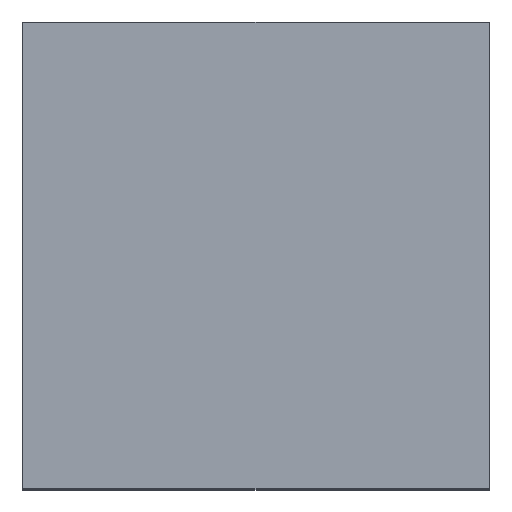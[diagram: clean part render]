
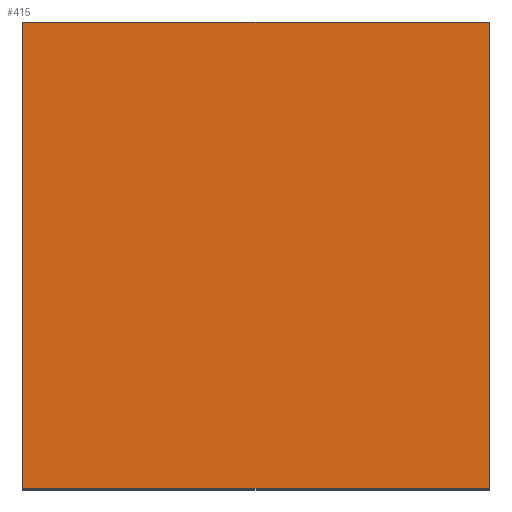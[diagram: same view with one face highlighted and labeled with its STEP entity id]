
A CAD part, top view. The second image highlights one B-rep face of the part: STEP entity #415.
In plain terms, the highlighted planar face has unit normal (0, 0, 1).
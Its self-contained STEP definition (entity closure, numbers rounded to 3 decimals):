
#36=PLANE('',#461);
#56=FACE_OUTER_BOUND('',#84,.T.);
#84=EDGE_LOOP('',(#384,#385,#386,#387));
#115=LINE('',#657,#159);
#120=LINE('',#666,#164);
#126=LINE('',#681,#170);
#129=LINE('',#685,#173);
#159=VECTOR('',#540,10.);
#164=VECTOR('',#547,10.);
#170=VECTOR('',#563,10.);
#173=VECTOR('',#568,10.);
#215=VERTEX_POINT('',#654);
#216=VERTEX_POINT('',#656);
#219=VERTEX_POINT('',#664);
#223=VERTEX_POINT('',#680);
#264=EDGE_CURVE('',#216,#215,#115,.T.);
#269=EDGE_CURVE('',#215,#219,#120,.T.);
#276=EDGE_CURVE('',#223,#216,#126,.T.);
#279=EDGE_CURVE('',#219,#223,#129,.T.);
#384=ORIENTED_EDGE('',*,*,#279,.T.);
#385=ORIENTED_EDGE('',*,*,#276,.T.);
#386=ORIENTED_EDGE('',*,*,#264,.T.);
#387=ORIENTED_EDGE('',*,*,#269,.T.);
#415=ADVANCED_FACE('',(#56),#36,.T.);
#461=AXIS2_PLACEMENT_3D('',#686,#569,#570);
#540=DIRECTION('',(0.,-1.,0.));
#547=DIRECTION('',(1.,0.,0.));
#563=DIRECTION('',(-1.,0.,0.));
#568=DIRECTION('',(0.,1.,0.));
#569=DIRECTION('center_axis',(0.,0.,1.));
#570=DIRECTION('ref_axis',(1.,0.,0.));
#654=CARTESIAN_POINT('',(-12.,-12.,46.));
#656=CARTESIAN_POINT('',(-12.,12.,46.));
#657=CARTESIAN_POINT('',(-12.,12.,46.));
#664=CARTESIAN_POINT('',(12.,-12.,46.));
#666=CARTESIAN_POINT('',(-12.,-12.,46.));
#680=CARTESIAN_POINT('',(12.,12.,46.));
#681=CARTESIAN_POINT('',(12.,12.,46.));
#685=CARTESIAN_POINT('',(12.,-12.,46.));
#686=CARTESIAN_POINT('Origin',(0.,0.,46.));
